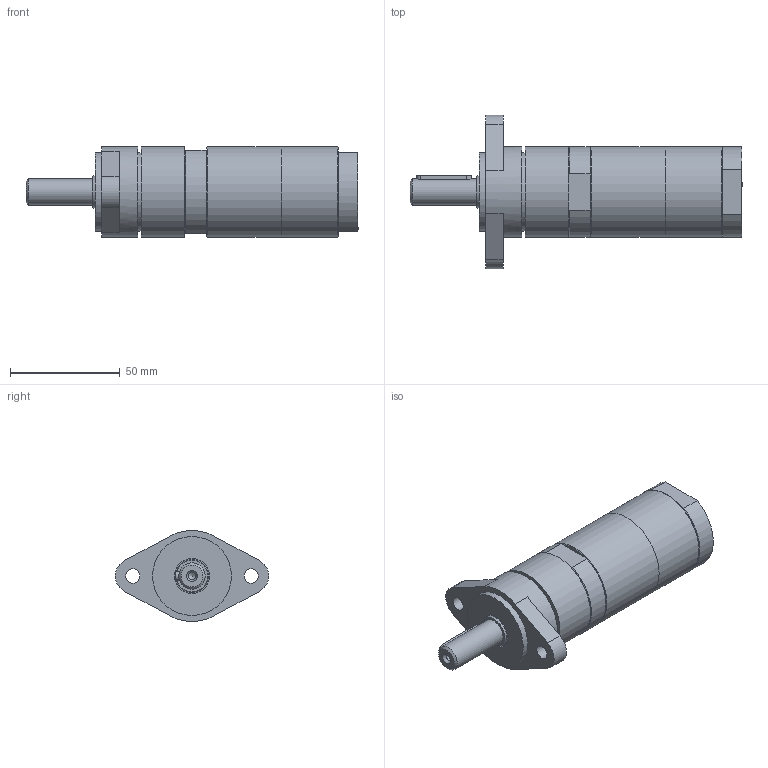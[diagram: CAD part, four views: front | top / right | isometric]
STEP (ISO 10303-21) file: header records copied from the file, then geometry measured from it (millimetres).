
FILE_DESCRIPTION(/* description */ (''),/* implementation_level */ '2;1');
FILE_NAME(/* name */ 'MRD 38-1180 F54_29931717.stp',/* time_stamp */ '2018-06-04T11:16:00+02:00',/* author */ ('FLambert'),/* organization */ (''),/* preprocessor_version */ 'ST-DEVELOPER v17',/* originating_system */ 'Autodesk Inventor 2018',/* authorisation */ '');
FILE_SCHEMA (('AUTOMOTIVE_DESIGN { 1 0 10303 214 3 1 1 }'));
Length unit declared in the file: millimetre
Products named in the file (1): MRD 38-1180 F54_29931717
Bounding box: 151.5 x 69.94 x 41.5 mm (x, y, z)
Volume: 164171.7 mm3; surface area: 23594.4 mm2
Topology: 1 solids, 2 shells, 153 faces, 398 edges, 265 vertices
Faces by surface type: plane 103, cylinder 24, cone 19, bspline 7
Full cylindrical faces by diameter (mm): 3.242 x1, 4 x1, 6.5 x2, 11.445 x3, 12 x1, 14.95 x1, 16 x1, 36 x2, 41.5 x4
Entity records: 4981 total; most frequent: CARTESIAN_POINT 1008, ORIENTED_EDGE 792, DIRECTION 753, EDGE_CURVE 396, VERTEX_POINT 265, LINE 253, VECTOR 253, AXIS2_PLACEMENT_3D 250
